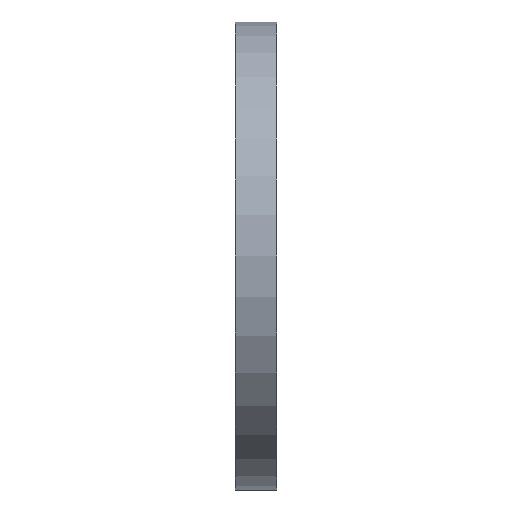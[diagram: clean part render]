
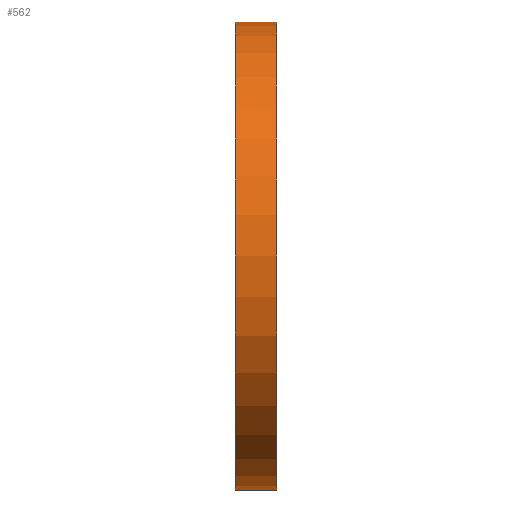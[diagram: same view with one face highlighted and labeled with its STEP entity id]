
A CAD part, left-side view. The second image highlights one B-rep face of the part: STEP entity #562.
In plain terms, the highlighted cylindrical face has radius 180 mm (diameter 360 mm), a partial arc.
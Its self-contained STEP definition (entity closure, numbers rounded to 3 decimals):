
#9 = EDGE_LOOP ( 'NONE', ( #939, #908, #884, #1133 ) ) ;
#29 = CIRCLE ( 'NONE', #179, 180. ) ;
#150 = EDGE_CURVE ( 'NONE', #1065, #283, #285, .T. ) ;
#179 = AXIS2_PLACEMENT_3D ( 'NONE', #823, #1083, #656 ) ;
#202 = DIRECTION ( 'NONE',  ( 0., 0., 1. ) ) ;
#275 = VERTEX_POINT ( 'NONE', #695 ) ;
#283 = VERTEX_POINT ( 'NONE', #348 ) ;
#285 = LINE ( 'NONE', #457, #768 ) ;
#346 = CARTESIAN_POINT ( 'NONE',  ( 0., 0., 180. ) ) ;
#348 = CARTESIAN_POINT ( 'NONE',  ( 0., 32., 180. ) ) ;
#381 = EDGE_CURVE ( 'NONE', #921, #1065, #785, .T. ) ;
#433 = LINE ( 'NONE', #596, #995 ) ;
#457 = CARTESIAN_POINT ( 'NONE',  ( 0., 34.695, 180. ) ) ;
#554 = FACE_OUTER_BOUND ( 'NONE', #9, .T. ) ;
#562 = ADVANCED_FACE ( 'NONE', ( #554 ), #838, .T. ) ;
#596 = CARTESIAN_POINT ( 'NONE',  ( 0., 34.695, -180. ) ) ;
#623 = EDGE_CURVE ( 'NONE', #275, #283, #29, .T. ) ;
#624 = DIRECTION ( 'NONE',  ( 0., 1., 0. ) ) ;
#638 = DIRECTION ( 'NONE',  ( 0., 0., 1. ) ) ;
#656 = DIRECTION ( 'NONE',  ( 0., 0., 1. ) ) ;
#658 = DIRECTION ( 'NONE',  ( 0., 1., 0. ) ) ;
#695 = CARTESIAN_POINT ( 'NONE',  ( 0., 32., -180. ) ) ;
#710 = AXIS2_PLACEMENT_3D ( 'NONE', #727, #1077, #202 ) ;
#727 = CARTESIAN_POINT ( 'NONE',  ( 0., 34.695, 0. ) ) ;
#764 = DIRECTION ( 'NONE',  ( 0., 1., 0. ) ) ;
#768 = VECTOR ( 'NONE', #624, 1000. ) ;
#785 = CIRCLE ( 'NONE', #1006, 180. ) ;
#823 = CARTESIAN_POINT ( 'NONE',  ( 0., 32., 0. ) ) ;
#830 = CARTESIAN_POINT ( 'NONE',  ( 0., 0., -180. ) ) ;
#838 = CYLINDRICAL_SURFACE ( 'NONE', #710, 180. ) ;
#884 = ORIENTED_EDGE ( 'NONE', *, *, #150, .T. ) ;
#908 = ORIENTED_EDGE ( 'NONE', *, *, #381, .T. ) ;
#921 = VERTEX_POINT ( 'NONE', #830 ) ;
#939 = ORIENTED_EDGE ( 'NONE', *, *, #1069, .F. ) ;
#995 = VECTOR ( 'NONE', #764, 1000. ) ;
#996 = CARTESIAN_POINT ( 'NONE',  ( 0., 0., 0. ) ) ;
#1006 = AXIS2_PLACEMENT_3D ( 'NONE', #996, #658, #638 ) ;
#1065 = VERTEX_POINT ( 'NONE', #346 ) ;
#1069 = EDGE_CURVE ( 'NONE', #921, #275, #433, .T. ) ;
#1077 = DIRECTION ( 'NONE',  ( 0., 1., 0. ) ) ;
#1083 = DIRECTION ( 'NONE',  ( 0., 1., 0. ) ) ;
#1133 = ORIENTED_EDGE ( 'NONE', *, *, #623, .F. ) ;
